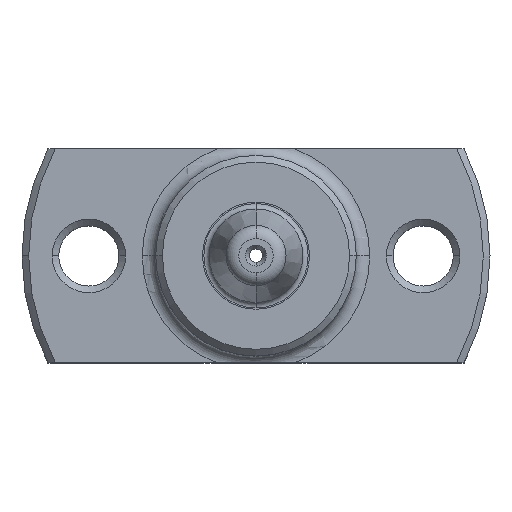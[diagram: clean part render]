
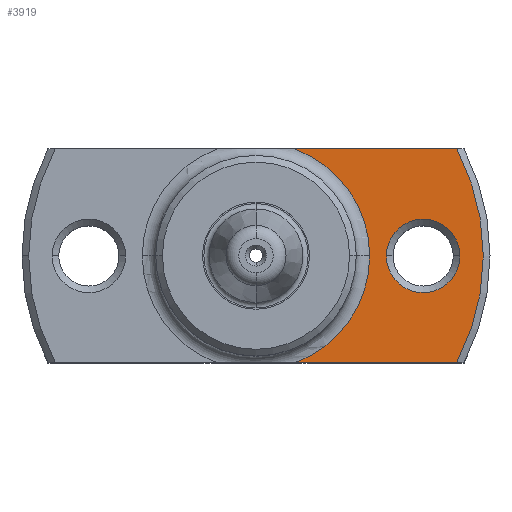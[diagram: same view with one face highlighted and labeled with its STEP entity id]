
A CAD part, top view. The second image highlights one B-rep face of the part: STEP entity #3919.
In plain terms, the highlighted planar face has unit normal (0, 0, 1).
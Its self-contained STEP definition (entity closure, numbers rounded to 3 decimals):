
#4 = CARTESIAN_POINT ( 'NONE',  ( 8.5, 8., 6. ) ) ;
#37 = AXIS2_PLACEMENT_3D ( 'NONE', #2135, #3624, #294 ) ;
#76 = EDGE_LOOP ( 'NONE', ( #573, #1995 ) ) ;
#142 = CARTESIAN_POINT ( 'NONE',  ( 2.872, -8., 6. ) ) ;
#167 = CARTESIAN_POINT ( 'NONE',  ( 0., 0., 6. ) ) ;
#197 = EDGE_CURVE ( 'NONE', #1372, #1516, #3033, .T. ) ;
#227 = AXIS2_PLACEMENT_3D ( 'NONE', #1138, #3625, #1480 ) ;
#228 = CARTESIAN_POINT ( 'NONE',  ( 15.25, 0., 6. ) ) ;
#294 = DIRECTION ( 'NONE',  ( -1., 0., 0. ) ) ;
#318 = VERTEX_POINT ( 'NONE', #3609 ) ;
#480 = CARTESIAN_POINT ( 'NONE',  ( 0., 0., 6. ) ) ;
#529 = VERTEX_POINT ( 'NONE', #3863 ) ;
#573 = ORIENTED_EDGE ( 'NONE', *, *, #1289, .T. ) ;
#630 = VERTEX_POINT ( 'NONE', #142 ) ;
#675 = CIRCLE ( 'NONE', #37, 2.75 ) ;
#763 = ORIENTED_EDGE ( 'NONE', *, *, #2258, .T. ) ;
#777 = DIRECTION ( 'NONE',  ( 1., 0., 0. ) ) ;
#810 = CIRCLE ( 'NONE', #1310, 17. ) ;
#861 = DIRECTION ( 'NONE',  ( 0., 0., 1. ) ) ;
#1036 = FACE_OUTER_BOUND ( 'NONE', #1317, .T. ) ;
#1085 = CARTESIAN_POINT ( 'NONE',  ( 8.5, 0., 6. ) ) ;
#1099 = DIRECTION ( 'NONE',  ( 0., 0., -1. ) ) ;
#1138 = CARTESIAN_POINT ( 'NONE',  ( 12.5, 0., 6. ) ) ;
#1289 = EDGE_CURVE ( 'NONE', #2866, #529, #3955, .T. ) ;
#1310 = AXIS2_PLACEMENT_3D ( 'NONE', #2383, #861, #2740 ) ;
#1317 = EDGE_LOOP ( 'NONE', ( #2749, #763, #3181, #1703, #2778 ) ) ;
#1347 = CARTESIAN_POINT ( 'NONE',  ( 2.872, 8., 6. ) ) ;
#1358 = DIRECTION ( 'NONE',  ( -1., 0., 0. ) ) ;
#1372 = VERTEX_POINT ( 'NONE', #1347 ) ;
#1373 = EDGE_CURVE ( 'NONE', #630, #3247, #1951, .T. ) ;
#1480 = DIRECTION ( 'NONE',  ( -1., 0., 0. ) ) ;
#1509 = DIRECTION ( 'NONE',  ( -1., 0., 0. ) ) ;
#1516 = VERTEX_POINT ( 'NONE', #3291 ) ;
#1616 = CIRCLE ( 'NONE', #3026, 8.5 ) ;
#1669 = PLANE ( 'NONE',  #2030 ) ;
#1703 = ORIENTED_EDGE ( 'NONE', *, *, #197, .T. ) ;
#1714 = DIRECTION ( 'NONE',  ( -1., 0., 0. ) ) ;
#1907 = DIRECTION ( 'NONE',  ( 0., 0., -1. ) ) ;
#1951 = LINE ( 'NONE', #3751, #3565 ) ;
#1995 = ORIENTED_EDGE ( 'NONE', *, *, #2159, .T. ) ;
#2030 = AXIS2_PLACEMENT_3D ( 'NONE', #1085, #2888, #1358 ) ;
#2135 = CARTESIAN_POINT ( 'NONE',  ( 12.5, 0., 6. ) ) ;
#2159 = EDGE_CURVE ( 'NONE', #529, #2866, #675, .T. ) ;
#2195 = AXIS2_PLACEMENT_3D ( 'NONE', #480, #1099, #1714 ) ;
#2258 = EDGE_CURVE ( 'NONE', #3247, #318, #810, .T. ) ;
#2293 = DIRECTION ( 'NONE',  ( -1., 0., 0. ) ) ;
#2383 = CARTESIAN_POINT ( 'NONE',  ( 0., 0., 6. ) ) ;
#2681 = EDGE_CURVE ( 'NONE', #1516, #630, #1616, .T. ) ;
#2740 = DIRECTION ( 'NONE',  ( -1., 0., 0. ) ) ;
#2747 = LINE ( 'NONE', #4, #3802 ) ;
#2749 = ORIENTED_EDGE ( 'NONE', *, *, #1373, .T. ) ;
#2778 = ORIENTED_EDGE ( 'NONE', *, *, #2681, .T. ) ;
#2866 = VERTEX_POINT ( 'NONE', #228 ) ;
#2888 = DIRECTION ( 'NONE',  ( 0., 0., -1. ) ) ;
#2970 = EDGE_CURVE ( 'NONE', #318, #1372, #2747, .T. ) ;
#3026 = AXIS2_PLACEMENT_3D ( 'NONE', #167, #1907, #2293 ) ;
#3033 = CIRCLE ( 'NONE', #2195, 8.5 ) ;
#3102 = CARTESIAN_POINT ( 'NONE',  ( 15., -8., 6. ) ) ;
#3181 = ORIENTED_EDGE ( 'NONE', *, *, #2970, .T. ) ;
#3247 = VERTEX_POINT ( 'NONE', #3102 ) ;
#3291 = CARTESIAN_POINT ( 'NONE',  ( 8.5, 0., 6. ) ) ;
#3565 = VECTOR ( 'NONE', #777, 1000. ) ;
#3609 = CARTESIAN_POINT ( 'NONE',  ( 15., 8., 6. ) ) ;
#3624 = DIRECTION ( 'NONE',  ( 0., 0., -1. ) ) ;
#3625 = DIRECTION ( 'NONE',  ( 0., 0., -1. ) ) ;
#3751 = CARTESIAN_POINT ( 'NONE',  ( 8.5, -8., 6. ) ) ;
#3802 = VECTOR ( 'NONE', #1509, 1000. ) ;
#3805 = FACE_BOUND ( 'NONE', #76, .T. ) ;
#3863 = CARTESIAN_POINT ( 'NONE',  ( 9.75, 0., 6. ) ) ;
#3919 = ADVANCED_FACE ( 'NONE', ( #3805, #1036 ), #1669, .F. ) ;
#3955 = CIRCLE ( 'NONE', #227, 2.75 ) ;
